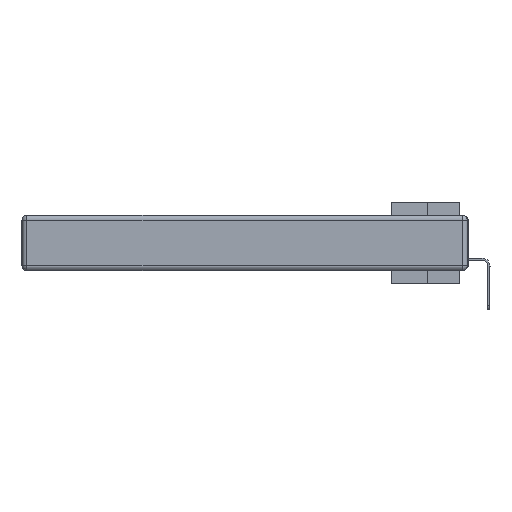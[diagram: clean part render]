
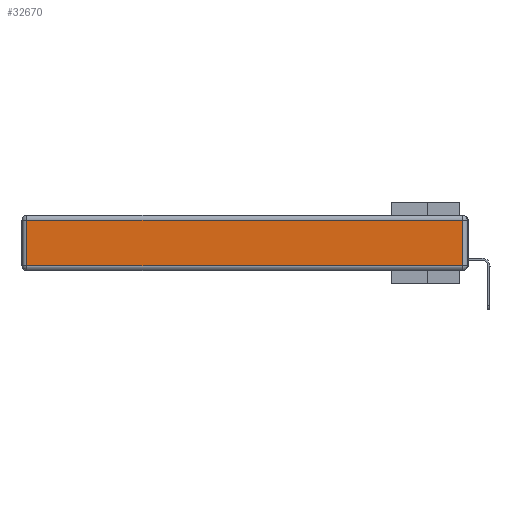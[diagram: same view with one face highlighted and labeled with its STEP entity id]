
A CAD part, left-side view. The second image highlights one B-rep face of the part: STEP entity #32670.
In plain terms, the highlighted planar face has unit normal (-1, 0, 0).
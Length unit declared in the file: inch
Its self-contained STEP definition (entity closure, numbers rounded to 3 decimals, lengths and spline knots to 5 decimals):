
#1304 = CARTESIAN_POINT ( 'NONE',  ( 0., 0., -0.313 ) ) ;
#2604 = ORIENTED_EDGE ( 'NONE', *, *, #34471, .T. ) ;
#3476 = LINE ( 'NONE', #4502, #19944 ) ;
#4502 = CARTESIAN_POINT ( 'NONE',  ( 0., 0.03, -0.343 ) ) ;
#4686 = DIRECTION ( 'NONE',  ( 0., -1., 0. ) ) ;
#6244 = VERTEX_POINT ( 'NONE', #34729 ) ;
#6516 = CARTESIAN_POINT ( 'NONE',  ( 0., 2.72, -0.313 ) ) ;
#8538 = DIRECTION ( 'NONE',  ( 0., 0., 1. ) ) ;
#10327 = CARTESIAN_POINT ( 'NONE',  ( 0., 2.75, -0.03 ) ) ;
#11173 = EDGE_CURVE ( 'NONE', #29194, #35545, #3476, .T. ) ;
#14422 = AXIS2_PLACEMENT_3D ( 'NONE', #17342, #20348, #8538 ) ;
#15973 = DIRECTION ( 'NONE',  ( 0., 1., 0. ) ) ;
#16602 = DIRECTION ( 'NONE',  ( 0., 0., 1. ) ) ;
#17342 = CARTESIAN_POINT ( 'NONE',  ( 0., 0., -0.343 ) ) ;
#18591 = VERTEX_POINT ( 'NONE', #6516 ) ;
#18781 = VECTOR ( 'NONE', #15973, 39.37008 ) ;
#19944 = VECTOR ( 'NONE', #16602, 39.37008 ) ;
#20348 = DIRECTION ( 'NONE',  ( -1., 0., 0. ) ) ;
#20700 = VECTOR ( 'NONE', #32184, 39.37008 ) ;
#24448 = CARTESIAN_POINT ( 'NONE',  ( 0., 0.03, -0.03 ) ) ;
#26164 = EDGE_LOOP ( 'NONE', ( #2604, #34680, #32211, #28674 ) ) ;
#26528 = EDGE_CURVE ( 'NONE', #35545, #6244, #29531, .T. ) ;
#28674 = ORIENTED_EDGE ( 'NONE', *, *, #37507, .T. ) ;
#29194 = VERTEX_POINT ( 'NONE', #30868 ) ;
#29531 = LINE ( 'NONE', #10327, #18781 ) ;
#29943 = LINE ( 'NONE', #1304, #34156 ) ;
#30868 = CARTESIAN_POINT ( 'NONE',  ( 0., 0.03, -0.313 ) ) ;
#32004 = PLANE ( 'NONE',  #14422 ) ;
#32184 = DIRECTION ( 'NONE',  ( 0., 0., -1. ) ) ;
#32211 = ORIENTED_EDGE ( 'NONE', *, *, #26528, .T. ) ;
#32307 = CARTESIAN_POINT ( 'NONE',  ( 0., 2.72, -0.343 ) ) ;
#32670 = ADVANCED_FACE ( 'NONE', ( #38047 ), #32004, .T. ) ;
#34156 = VECTOR ( 'NONE', #4686, 39.37008 ) ;
#34471 = EDGE_CURVE ( 'NONE', #18591, #29194, #29943, .T. ) ;
#34680 = ORIENTED_EDGE ( 'NONE', *, *, #11173, .T. ) ;
#34729 = CARTESIAN_POINT ( 'NONE',  ( 0., 2.72, -0.03 ) ) ;
#35545 = VERTEX_POINT ( 'NONE', #24448 ) ;
#36159 = LINE ( 'NONE', #32307, #20700 ) ;
#37507 = EDGE_CURVE ( 'NONE', #6244, #18591, #36159, .T. ) ;
#38047 = FACE_OUTER_BOUND ( 'NONE', #26164, .T. ) ;
